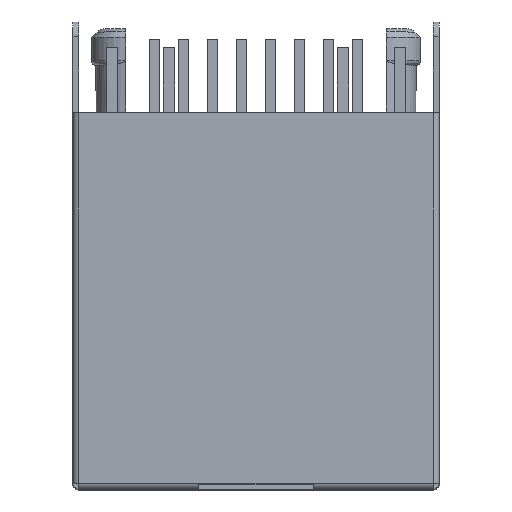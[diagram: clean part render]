
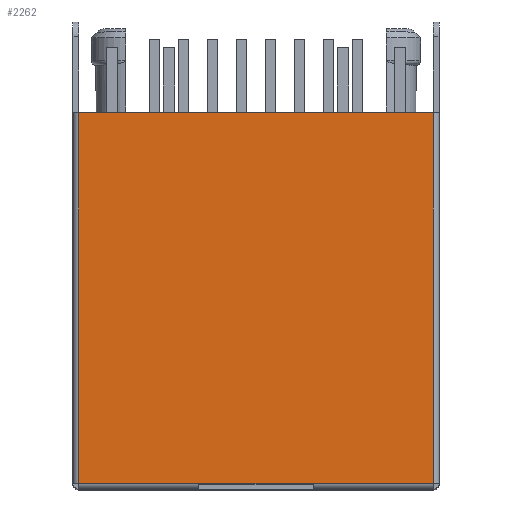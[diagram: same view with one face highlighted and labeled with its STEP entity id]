
A CAD part, top view. The second image highlights one B-rep face of the part: STEP entity #2262.
In plain terms, the highlighted planar face has unit normal (0, 0, 1).
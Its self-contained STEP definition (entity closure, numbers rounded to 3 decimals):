
#2262=ADVANCED_FACE('',(#4576),#4577,.T.);
#4576=FACE_OUTER_BOUND('',#8795,.T.);
#4577=PLANE('',#8796);
#8795=EDGE_LOOP('',(#15653,#15654,#15655,#15656,#15657,#15658));
#8796=AXIS2_PLACEMENT_3D('',#15659,#15660,#15661);
#15653=ORIENTED_EDGE('',*,*,#18613,.T.);
#15654=ORIENTED_EDGE('',*,*,#18581,.T.);
#15655=ORIENTED_EDGE('',*,*,#17976,.T.);
#15656=ORIENTED_EDGE('',*,*,#18584,.T.);
#15657=ORIENTED_EDGE('',*,*,#18614,.F.);
#15658=ORIENTED_EDGE('',*,*,#18241,.T.);
#15659=CARTESIAN_POINT('',(-7.765,8.125,6.251));
#15660=DIRECTION('',(0.0,0.0,1.0));
#15661=DIRECTION('',(1.0,0.0,0.0));
#17976=EDGE_CURVE('',#21781,#21778,#21782,.T.);
#18241=EDGE_CURVE('',#22156,#22154,#22157,.T.);
#18581=EDGE_CURVE('',#22653,#21781,#22654,.T.);
#18584=EDGE_CURVE('',#21778,#22657,#22658,.T.);
#18613=EDGE_CURVE('',#22154,#22653,#22691,.T.);
#18614=EDGE_CURVE('',#22156,#22657,#22692,.T.);
#21778=VERTEX_POINT('',#28014);
#21781=VERTEX_POINT('',#28018);
#21782=LINE('',#28019,#28020);
#22154=VERTEX_POINT('',#28540);
#22156=VERTEX_POINT('',#28542);
#22157=LINE('',#28543,#28544);
#22653=VERTEX_POINT('',#29241);
#22654=LINE('',#29242,#29243);
#22657=VERTEX_POINT('',#29246);
#22658=LINE('',#29247,#29248);
#22691=LINE('',#29290,#29291);
#22692=LINE('',#29292,#29293);
#28014=CARTESIAN_POINT('',(2.5,-8.115,6.251));
#28018=CARTESIAN_POINT('',(-2.5,-8.115,6.251));
#28019=CARTESIAN_POINT('',(-2.5,-8.115,6.251));
#28020=VECTOR('',#31039,1000.0);
#28540=CARTESIAN_POINT('',(-7.765,8.125,6.251));
#28542=CARTESIAN_POINT('',(7.765,8.125,6.251));
#28543=CARTESIAN_POINT('',(-7.765,8.125,6.251));
#28544=VECTOR('',#31299,1000.0);
#29241=CARTESIAN_POINT('',(-7.765,-8.115,6.251));
#29242=CARTESIAN_POINT('',(-7.765,-8.115,6.251));
#29243=VECTOR('',#31654,1000.0);
#29246=CARTESIAN_POINT('',(7.765,-8.115,6.251));
#29247=CARTESIAN_POINT('',(-7.765,-8.115,6.251));
#29248=VECTOR('',#31658,1000.0);
#29290=CARTESIAN_POINT('',(-7.765,8.125,6.251));
#29291=VECTOR('',#31689,1000.0);
#29292=CARTESIAN_POINT('',(7.765,8.125,6.251));
#29293=VECTOR('',#31690,1000.0);
#31039=DIRECTION('',(1.0,0.0,0.0));
#31299=DIRECTION('',(-1.0,0.0,0.0));
#31654=DIRECTION('',(1.0,0.0,0.0));
#31658=DIRECTION('',(1.0,0.0,0.0));
#31689=DIRECTION('',(0.0,-1.0,0.0));
#31690=DIRECTION('',(0.0,-1.0,0.0));
